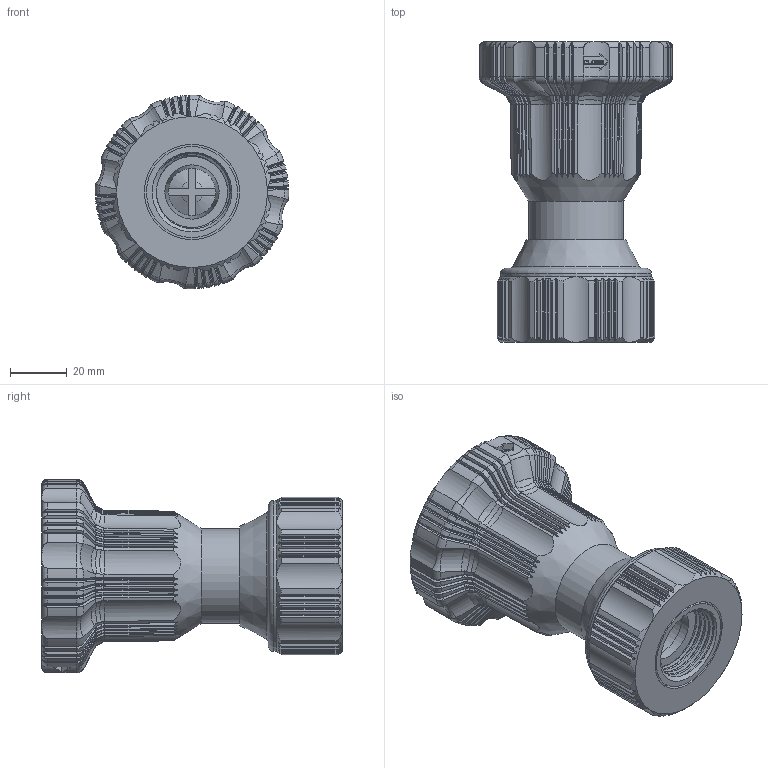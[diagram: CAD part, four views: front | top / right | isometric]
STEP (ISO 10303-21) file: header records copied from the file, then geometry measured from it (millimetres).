
FILE_DESCRIPTION(/* description */ (''),/* implementation_level */ '2;1');
FILE_NAME(/* name */ 'GHN075.stp',/* time_stamp */ '2014-02-03T13:28:25-05:00',/* author */ ('areid'),/* organization */ (''),/* preprocessor_version */ 'ST-DEVELOPER v15.2',/* originating_system */ 'Autodesk Inventor 2014',/* authorisation */ '');
FILE_SCHEMA (('AUTOMOTIVE_DESIGN { 1 0 10303 214 3 1 1 }'));
Products named in the file (11): GHN010; GHN01; GHN02; GHN03; GHN04; GHN05; GHN06; GHN07; GHN08; GHN09; GHN075
Bounding box: 68 x 105.6 x 68 mm (x, y, z)
Volume: 115345.6 mm3; surface area: 84292 mm2
Topology: 9 solids, 10 shells, 2039 faces, 5321 edges, 3344 vertices
Faces by surface type: plane 932, cone 465, cylinder 404, torus 156, bspline 82
Full cylindrical faces by diameter (mm): 4.978 x1, 6 x1, 6.5 x1, 7.62 x2, 7.874 x3, 13 x2, 13.7 x1, 14 x1, 15.5 x1, 18 x1, 19.05 x1, 20 x2, 23 x1, 24 x2, 24.7 x4, 25 x1, 27.3 x1, 27.5 x5, 27.781 x1, 28 x1, 28.5 x1, 28.6 x1, 29 x1, 30.5 x8, 32 x6, 33.4 x4, 34 x6, 53 x1
Entity records: 87861 total; most frequent: CARTESIAN_POINT 40495, ORIENTED_EDGE 10360, DIRECTION 9154, EDGE_CURVE 5180, VERTEX_POINT 3309, AXIS2_PLACEMENT_3D 3294, LINE 2566, VECTOR 2566
